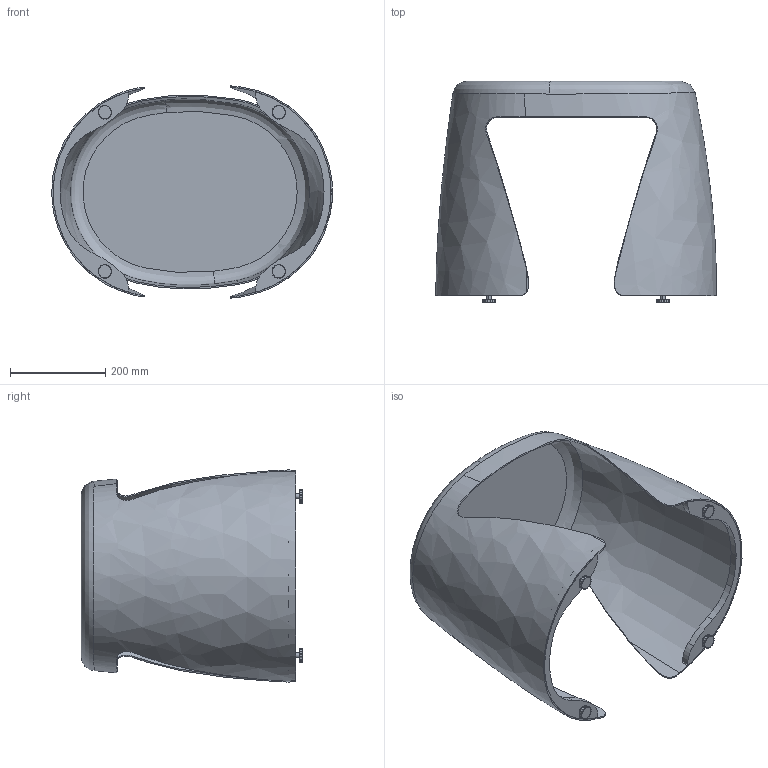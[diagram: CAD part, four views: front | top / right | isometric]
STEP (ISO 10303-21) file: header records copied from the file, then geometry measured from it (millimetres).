
FILE_DESCRIPTION (( 'STEP AP214' ), '1' );
FILE_NAME ('TBB55 STEP.STEP', '2021-05-12T08:47:58', ( '' ), ( '' ), 'SwSTEP 2.0', 'SolidWorks 2020', '' );
FILE_SCHEMA (( 'AUTOMOTIVE_DESIGN' ));
Length unit declared in the file: millimetre
Products named in the file (3): TBB55_Domyslna; Stelvoet DUPO Ø29 M10x19; TBB55 STEP
Assembly tree (5 placements, depth 2):
  TBB55 STEP
    TBB55_Domyslna
    Stelvoet DUPO Ø29 M10x19  x4
Bounding box: 589.43 x 465 x 445.25 mm (x, y, z)
Volume: 2092934.7 mm3; surface area: 1426145.2 mm2
Topology: 7 solids, 7 shells, 218 faces, 600 edges, 400 vertices
Faces by surface type: cylinder 170, bspline 27, plane 21
Entity records: 17348 total; most frequent: CARTESIAN_POINT 14412, ORIENTED_EDGE 534, DIRECTION 469, EDGE_CURVE 267, AXIS2_PLACEMENT_3D 201, VERTEX_POINT 178, CIRCLE 122, EDGE_LOOP 107
